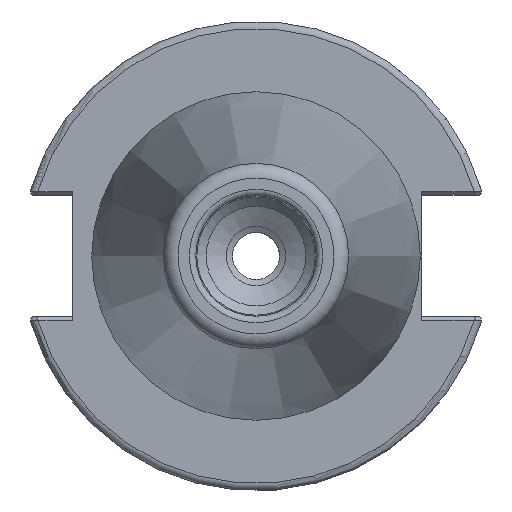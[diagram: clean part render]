
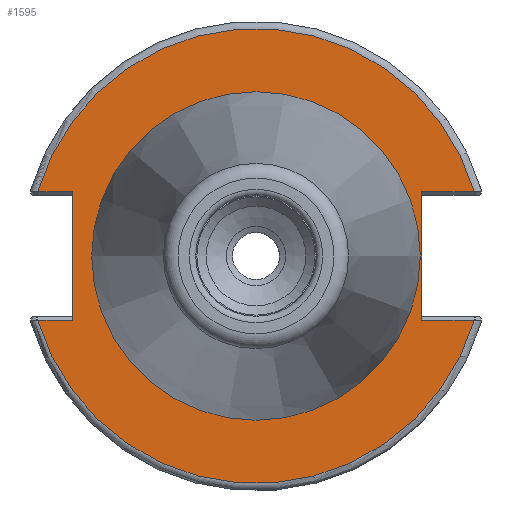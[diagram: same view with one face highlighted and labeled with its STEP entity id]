
A CAD part, left-side view. The second image highlights one B-rep face of the part: STEP entity #1595.
In plain terms, the highlighted planar face has unit normal (-1, 0, 0).
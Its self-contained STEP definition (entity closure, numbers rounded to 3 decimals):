
#63=PLANE('',#1735);
#93=FACE_BOUND('',#473,.T.);
#165=LINE('',#2568,#266);
#167=LINE('',#2636,#268);
#168=LINE('',#2638,#269);
#169=LINE('',#2642,#270);
#170=LINE('',#2644,#271);
#171=LINE('',#2645,#272);
#266=VECTOR('',#1954,10.);
#268=VECTOR('',#1972,10.);
#269=VECTOR('',#1973,10.);
#270=VECTOR('',#1976,10.);
#271=VECTOR('',#1977,10.);
#272=VECTOR('',#1978,10.);
#381=FACE_OUTER_BOUND('',#472,.T.);
#472=EDGE_LOOP('',(#1180,#1181,#1182,#1183,#1184,#1185,#1186,#1187));
#473=EDGE_LOOP('',(#1188,#1189));
#578=CIRCLE('',#1734,30.775);
#579=CIRCLE('',#1736,30.775);
#580=CIRCLE('',#1737,22.225);
#581=CIRCLE('',#1738,22.225);
#679=VERTEX_POINT('',#2561);
#682=VERTEX_POINT('',#2566);
#688=VERTEX_POINT('',#2614);
#690=VERTEX_POINT('',#2635);
#691=VERTEX_POINT('',#2637);
#692=VERTEX_POINT('',#2639);
#693=VERTEX_POINT('',#2641);
#694=VERTEX_POINT('',#2643);
#695=VERTEX_POINT('',#2646);
#696=VERTEX_POINT('',#2647);
#864=EDGE_CURVE('',#682,#679,#165,.T.);
#874=EDGE_CURVE('',#679,#688,#578,.T.);
#877=EDGE_CURVE('',#682,#690,#167,.T.);
#878=EDGE_CURVE('',#691,#690,#168,.T.);
#879=EDGE_CURVE('',#692,#691,#579,.T.);
#880=EDGE_CURVE('',#693,#692,#169,.T.);
#881=EDGE_CURVE('',#693,#694,#170,.T.);
#882=EDGE_CURVE('',#688,#694,#171,.T.);
#883=EDGE_CURVE('',#695,#696,#580,.T.);
#884=EDGE_CURVE('',#696,#695,#581,.T.);
#1180=ORIENTED_EDGE('',*,*,#864,.F.);
#1181=ORIENTED_EDGE('',*,*,#877,.T.);
#1182=ORIENTED_EDGE('',*,*,#878,.F.);
#1183=ORIENTED_EDGE('',*,*,#879,.F.);
#1184=ORIENTED_EDGE('',*,*,#880,.F.);
#1185=ORIENTED_EDGE('',*,*,#881,.T.);
#1186=ORIENTED_EDGE('',*,*,#882,.F.);
#1187=ORIENTED_EDGE('',*,*,#874,.F.);
#1188=ORIENTED_EDGE('',*,*,#883,.T.);
#1189=ORIENTED_EDGE('',*,*,#884,.T.);
#1595=ADVANCED_FACE('',(#381,#93),#63,.T.);
#1734=AXIS2_PLACEMENT_3D('',#2615,#1968,#1969);
#1735=AXIS2_PLACEMENT_3D('',#2634,#1970,#1971);
#1736=AXIS2_PLACEMENT_3D('',#2640,#1974,#1975);
#1737=AXIS2_PLACEMENT_3D('',#2648,#1979,#1980);
#1738=AXIS2_PLACEMENT_3D('',#2649,#1981,#1982);
#1954=DIRECTION('',(0.,-1.,0.));
#1968=DIRECTION('center_axis',(1.,0.,0.));
#1969=DIRECTION('ref_axis',(0.,0.,-1.));
#1970=DIRECTION('center_axis',(-1.,0.,0.));
#1971=DIRECTION('ref_axis',(0.,0.,1.));
#1972=DIRECTION('',(0.,0.,1.));
#1973=DIRECTION('',(0.,1.,0.));
#1974=DIRECTION('center_axis',(1.,0.,0.));
#1975=DIRECTION('ref_axis',(0.,0.,-1.));
#1976=DIRECTION('',(0.,1.,0.));
#1977=DIRECTION('',(0.,0.,-1.));
#1978=DIRECTION('',(0.,-1.,0.));
#1979=DIRECTION('center_axis',(1.,0.,0.));
#1980=DIRECTION('ref_axis',(0.,0.,-1.));
#1981=DIRECTION('center_axis',(1.,0.,0.));
#1982=DIRECTION('ref_axis',(0.,0.,-1.));
#2561=CARTESIAN_POINT('',(3.175,-29.523,-8.69));
#2566=CARTESIAN_POINT('',(3.175,-22.41,-8.69));
#2568=CARTESIAN_POINT('',(3.175,-4.878,-8.69));
#2614=CARTESIAN_POINT('',(3.175,29.523,-8.69));
#2615=CARTESIAN_POINT('Origin',(3.175,0.,
0.));
#2634=CARTESIAN_POINT('Origin',(3.175,30.775,0.));
#2635=CARTESIAN_POINT('',(3.175,-22.41,8.69));
#2636=CARTESIAN_POINT('',(3.175,-22.41,-4.095));
#2637=CARTESIAN_POINT('',(3.175,-29.523,8.69));
#2638=CARTESIAN_POINT('',(3.175,4.182,8.69));
#2639=CARTESIAN_POINT('',(3.175,29.523,8.69));
#2640=CARTESIAN_POINT('Origin',(3.175,0.,
0.));
#2641=CARTESIAN_POINT('',(3.175,24.8,8.69));
#2642=CARTESIAN_POINT('',(3.175,32.958,8.69));
#2643=CARTESIAN_POINT('',(3.175,24.8,-8.69));
#2644=CARTESIAN_POINT('',(3.175,24.8,4.095));
#2645=CARTESIAN_POINT('',(3.175,27.788,-8.69));
#2646=CARTESIAN_POINT('',(3.175,22.225,0.));
#2647=CARTESIAN_POINT('',(3.175,-22.225,0.));
#2648=CARTESIAN_POINT('Origin',(3.175,0.,
0.));
#2649=CARTESIAN_POINT('Origin',(3.175,0.,
0.));
